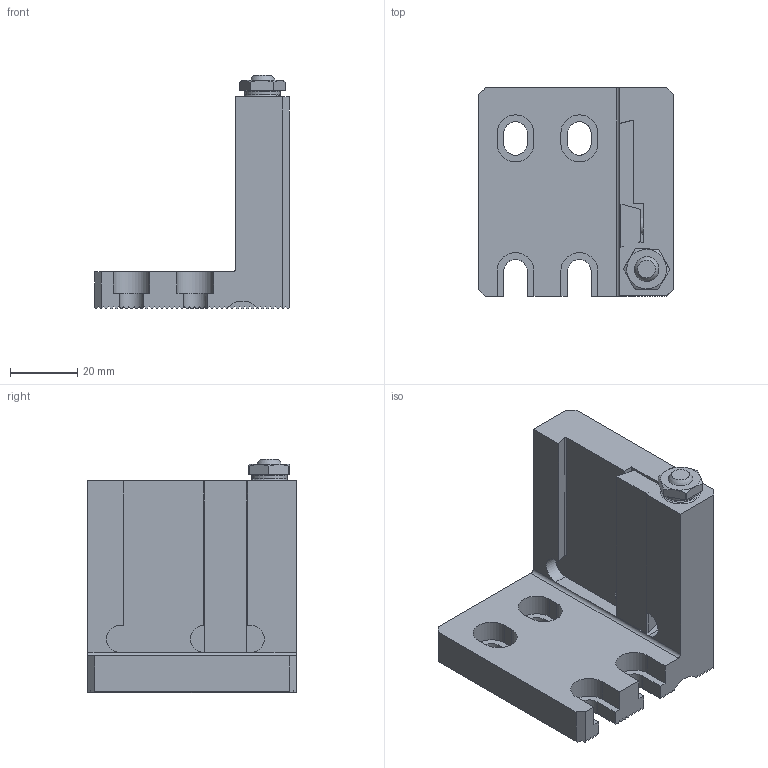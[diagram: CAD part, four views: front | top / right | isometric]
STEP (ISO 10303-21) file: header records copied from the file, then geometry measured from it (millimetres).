
FILE_DESCRIPTION(/* description */ (''),/* implementation_level */ '2;1');
FILE_NAME(/* name */ '10001000300nxv000_00_214.stp',/* time_stamp */ '2022-02-08T11:22:34+01:00',/* author */ (''),/* organization */ (''),/* preprocessor_version */ 'ST-DEVELOPER v16.7',/* originating_system */ 'SIEMENS PLM Software NX 12.0',/* authorisation */ '');
FILE_SCHEMA (('AUTOMOTIVE_DESIGN { 1 0 10303 214 3 1 1 1 }'));
Length unit declared in the file: millimetre
Products named in the file (1): 10001000300nxv000_00
Bounding box: 58 x 62 x 69.43 mm (x, y, z)
Volume: 79837.3 mm3; surface area: 21678.6 mm2
Topology: 1 solids, 1 shells, 257 faces, 755 edges, 502 vertices
Faces by surface type: plane 223, cylinder 29, cone 2, torus 2, sphere 1
Full cylindrical faces by diameter (mm): 5 x3, 10.6 x1
Entity records: 8507 total; most frequent: CARTESIAN_POINT 1530, ORIENTED_EDGE 1486, DIRECTION 1401, EDGE_CURVE 743, LINE 589, VECTOR 589, VERTEX_POINT 499, AXIS2_PLACEMENT_3D 406
